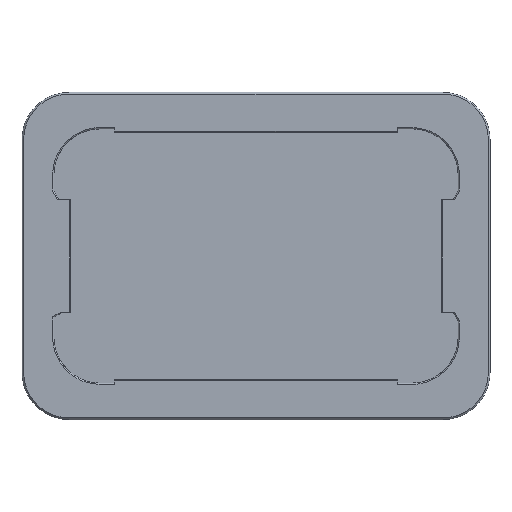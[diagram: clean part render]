
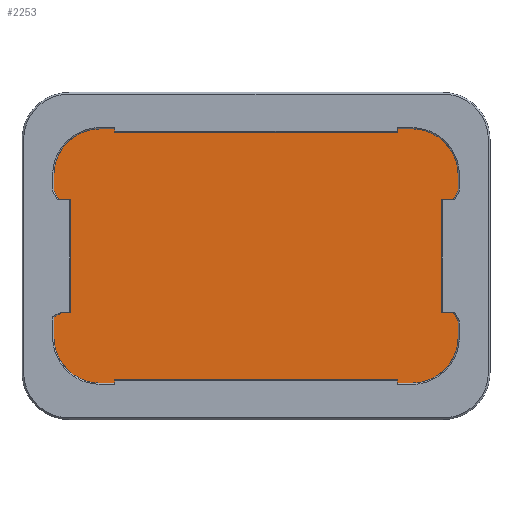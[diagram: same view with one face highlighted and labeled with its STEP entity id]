
A CAD part, top view. The second image highlights one B-rep face of the part: STEP entity #2253.
In plain terms, the highlighted planar face has unit normal (0, 0, 1).
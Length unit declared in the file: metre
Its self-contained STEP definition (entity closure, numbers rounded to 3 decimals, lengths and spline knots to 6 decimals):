
#167=LINE('',#3687,#407);
#172=LINE('',#3698,#412);
#176=LINE('',#3707,#416);
#181=LINE('',#3718,#421);
#186=LINE('',#3729,#426);
#190=LINE('',#3738,#430);
#194=LINE('',#3747,#434);
#199=LINE('',#3758,#439);
#200=LINE('',#3761,#440);
#201=LINE('',#3763,#441);
#202=LINE('',#3765,#442);
#203=LINE('',#3767,#443);
#204=LINE('',#3769,#444);
#205=LINE('',#3771,#445);
#206=LINE('',#3773,#446);
#207=LINE('',#3775,#447);
#208=LINE('',#3777,#448);
#209=LINE('',#3779,#449);
#210=LINE('',#3781,#450);
#211=LINE('',#3783,#451);
#212=LINE('',#3785,#452);
#213=LINE('',#3787,#453);
#214=LINE('',#3789,#454);
#215=LINE('',#3791,#455);
#407=VECTOR('',#2714,1.);
#412=VECTOR('',#2721,1.);
#416=VECTOR('',#2727,1.);
#421=VECTOR('',#2734,1.);
#426=VECTOR('',#2741,1.);
#430=VECTOR('',#2747,1.);
#434=VECTOR('',#2753,1.);
#439=VECTOR('',#2760,1.);
#440=VECTOR('',#2765,1.);
#441=VECTOR('',#2766,1.);
#442=VECTOR('',#2767,1.);
#443=VECTOR('',#2770,1.);
#444=VECTOR('',#2771,1.);
#445=VECTOR('',#2772,1.);
#446=VECTOR('',#2773,1.);
#447=VECTOR('',#2774,1.);
#448=VECTOR('',#2777,1.);
#449=VECTOR('',#2778,1.);
#450=VECTOR('',#2779,1.);
#451=VECTOR('',#2782,1.);
#452=VECTOR('',#2783,1.);
#453=VECTOR('',#2784,1.);
#454=VECTOR('',#2785,1.);
#455=VECTOR('',#2786,1.);
#842=ORIENTED_EDGE('',*,*,#1466,.F.);
#843=ORIENTED_EDGE('',*,*,#1480,.F.);
#844=ORIENTED_EDGE('',*,*,#1456,.F.);
#845=ORIENTED_EDGE('',*,*,#1481,.F.);
#846=ORIENTED_EDGE('',*,*,#1482,.F.);
#847=ORIENTED_EDGE('',*,*,#1483,.T.);
#848=ORIENTED_EDGE('',*,*,#1470,.F.);
#849=ORIENTED_EDGE('',*,*,#1484,.F.);
#850=ORIENTED_EDGE('',*,*,#1452,.F.);
#851=ORIENTED_EDGE('',*,*,#1485,.F.);
#852=ORIENTED_EDGE('',*,*,#1486,.F.);
#853=ORIENTED_EDGE('',*,*,#1487,.T.);
#854=ORIENTED_EDGE('',*,*,#1488,.T.);
#855=ORIENTED_EDGE('',*,*,#1489,.F.);
#856=ORIENTED_EDGE('',*,*,#1474,.F.);
#857=ORIENTED_EDGE('',*,*,#1490,.F.);
#858=ORIENTED_EDGE('',*,*,#1447,.F.);
#859=ORIENTED_EDGE('',*,*,#1491,.F.);
#860=ORIENTED_EDGE('',*,*,#1492,.T.);
#861=ORIENTED_EDGE('',*,*,#1493,.T.);
#862=ORIENTED_EDGE('',*,*,#1479,.F.);
#863=ORIENTED_EDGE('',*,*,#1494,.F.);
#864=ORIENTED_EDGE('',*,*,#1461,.F.);
#865=ORIENTED_EDGE('',*,*,#1495,.F.);
#866=ORIENTED_EDGE('',*,*,#1496,.F.);
#867=ORIENTED_EDGE('',*,*,#1497,.F.);
#868=ORIENTED_EDGE('',*,*,#1498,.T.);
#869=ORIENTED_EDGE('',*,*,#1499,.F.);
#1447=EDGE_CURVE('',#1753,#1751,#167,.T.);
#1452=EDGE_CURVE('',#1758,#1755,#172,.T.);
#1456=EDGE_CURVE('',#1762,#1760,#176,.F.);
#1461=EDGE_CURVE('',#1767,#1764,#181,.F.);
#1466=EDGE_CURVE('',#1772,#1769,#186,.F.);
#1470=EDGE_CURVE('',#1776,#1774,#190,.F.);
#1474=EDGE_CURVE('',#1780,#1781,#194,.T.);
#1479=EDGE_CURVE('',#1785,#1783,#199,.T.);
#1480=EDGE_CURVE('',#1760,#1772,#1836,.F.);
#1481=EDGE_CURVE('',#1786,#1762,#200,.T.);
#1482=EDGE_CURVE('',#1787,#1786,#201,.T.);
#1483=EDGE_CURVE('',#1787,#1774,#202,.T.);
#1484=EDGE_CURVE('',#1755,#1776,#1837,.F.);
#1485=EDGE_CURVE('',#1788,#1758,#203,.F.);
#1486=EDGE_CURVE('',#1789,#1788,#204,.T.);
#1487=EDGE_CURVE('',#1789,#1790,#205,.T.);
#1488=EDGE_CURVE('',#1790,#1791,#206,.T.);
#1489=EDGE_CURVE('',#1781,#1791,#207,.T.);
#1490=EDGE_CURVE('',#1751,#1780,#1838,.F.);
#1491=EDGE_CURVE('',#1792,#1753,#208,.T.);
#1492=EDGE_CURVE('',#1792,#1793,#209,.T.);
#1493=EDGE_CURVE('',#1793,#1783,#210,.T.);
#1494=EDGE_CURVE('',#1764,#1785,#1839,.F.);
#1495=EDGE_CURVE('',#1794,#1767,#211,.F.);
#1496=EDGE_CURVE('',#1795,#1794,#212,.T.);
#1497=EDGE_CURVE('',#1796,#1795,#213,.T.);
#1498=EDGE_CURVE('',#1796,#1797,#214,.T.);
#1499=EDGE_CURVE('',#1769,#1797,#215,.T.);
#1751=VERTEX_POINT('',#3682);
#1753=VERTEX_POINT('',#3686);
#1755=VERTEX_POINT('',#3691);
#1758=VERTEX_POINT('',#3697);
#1760=VERTEX_POINT('',#3702);
#1762=VERTEX_POINT('',#3706);
#1764=VERTEX_POINT('',#3711);
#1767=VERTEX_POINT('',#3717);
#1769=VERTEX_POINT('',#3722);
#1772=VERTEX_POINT('',#3728);
#1774=VERTEX_POINT('',#3733);
#1776=VERTEX_POINT('',#3737);
#1780=VERTEX_POINT('',#3746);
#1781=VERTEX_POINT('',#3748);
#1783=VERTEX_POINT('',#3753);
#1785=VERTEX_POINT('',#3757);
#1786=VERTEX_POINT('',#3762);
#1787=VERTEX_POINT('',#3764);
#1788=VERTEX_POINT('',#3768);
#1789=VERTEX_POINT('',#3770);
#1790=VERTEX_POINT('',#3772);
#1791=VERTEX_POINT('',#3774);
#1792=VERTEX_POINT('',#3778);
#1793=VERTEX_POINT('',#3780);
#1794=VERTEX_POINT('',#3784);
#1795=VERTEX_POINT('',#3786);
#1796=VERTEX_POINT('',#3788);
#1797=VERTEX_POINT('',#3790);
#1836=ELLIPSE('',#2423,0.028478,0.028);
#1837=ELLIPSE('',#2424,0.028478,0.028);
#1838=ELLIPSE('',#2425,0.028478,0.028);
#1839=ELLIPSE('',#2426,0.028478,0.028);
#1883=EDGE_LOOP('',(#842,#843,#844,#845,#846,#847,#848,#849,#850,#851,#852,
#853,#854,#855,#856,#857,#858,#859,#860,#861,#862,#863,#864,#865,#866,#867,
#868,#869));
#2021=FACE_BOUND('',#1883,.T.);
#2145=PLANE('',#2422);
#2253=ADVANCED_FACE('',(#2021),#2145,.T.);
#2422=AXIS2_PLACEMENT_3D('',#3759,#2761,#2762);
#2423=AXIS2_PLACEMENT_3D('',#3760,#2763,#2764);
#2424=AXIS2_PLACEMENT_3D('',#3766,#2768,#2769);
#2425=AXIS2_PLACEMENT_3D('',#3776,#2775,#2776);
#2426=AXIS2_PLACEMENT_3D('',#3782,#2780,#2781);
#2714=DIRECTION('',(1.,0.,0.));
#2721=DIRECTION('',(0.,-1.,0.));
#2727=DIRECTION('',(1.,0.,0.));
#2734=DIRECTION('',(0.,-1.,0.));
#2741=DIRECTION('',(0.,-1.,0.));
#2747=DIRECTION('',(1.,0.,0.));
#2753=DIRECTION('',(0.,-1.,0.));
#2760=DIRECTION('',(1.,0.,0.));
#2761=DIRECTION('',(0.,0.,1.));
#2762=DIRECTION('',(1.,0.,0.));
#2763=DIRECTION('',(0.,0.,1.));
#2764=DIRECTION('',(0.652,0.758,0.));
#2765=DIRECTION('',(0.,-1.,0.));
#2766=DIRECTION('',(-1.,0.,0.));
#2767=DIRECTION('',(0.,-1.,0.));
#2768=DIRECTION('',(0.,0.,1.));
#2769=DIRECTION('',(0.652,-0.758,0.));
#2770=DIRECTION('',(-0.495,0.869,0.));
#2771=DIRECTION('',(1.,0.,0.));
#2772=DIRECTION('',(0.,1.,0.));
#2773=DIRECTION('',(1.,0.,0.));
#2774=DIRECTION('',(-0.495,-0.869,0.));
#2775=DIRECTION('',(0.,0.,1.));
#2776=DIRECTION('',(-0.652,-0.758,0.));
#2777=DIRECTION('',(0.,1.,0.));
#2778=DIRECTION('',(-1.,0.,0.));
#2779=DIRECTION('',(0.,1.,0.));
#2780=DIRECTION('',(0.,0.,1.));
#2781=DIRECTION('',(-0.652,0.758,0.));
#2782=DIRECTION('',(0.495,-0.869,0.));
#2783=DIRECTION('',(-1.,0.,0.));
#2784=DIRECTION('',(0.,1.,0.));
#2785=DIRECTION('',(-1.,0.,0.));
#2786=DIRECTION('',(0.859,0.512,0.));
#3682=CARTESIAN_POINT('',(0.092818,0.0758,0.14));
#3686=CARTESIAN_POINT('',(0.084352,0.0758,0.14));
#3687=CARTESIAN_POINT('',(0.,0.0758,0.14));
#3691=CARTESIAN_POINT('',(0.12055,-0.047998,0.14));
#3697=CARTESIAN_POINT('',(0.12055,-0.038706,0.14));
#3698=CARTESIAN_POINT('',(0.12055,0.,0.14));
#3702=CARTESIAN_POINT('',(-0.092818,-0.0758,0.14));
#3706=CARTESIAN_POINT('',(-0.084352,-0.0758,0.14));
#3707=CARTESIAN_POINT('',(0.,-0.0758,0.14));
#3711=CARTESIAN_POINT('',(-0.12055,0.047998,0.14));
#3717=CARTESIAN_POINT('',(-0.12055,0.038706,0.14));
#3718=CARTESIAN_POINT('',(-0.12055,0.,0.14));
#3722=CARTESIAN_POINT('',(-0.12055,-0.036488,0.14));
#3728=CARTESIAN_POINT('',(-0.12055,-0.047998,0.14));
#3729=CARTESIAN_POINT('',(-0.12055,0.,0.14));
#3733=CARTESIAN_POINT('',(0.084352,-0.0758,0.14));
#3737=CARTESIAN_POINT('',(0.092818,-0.0758,0.14));
#3738=CARTESIAN_POINT('',(0.,-0.0758,0.14));
#3746=CARTESIAN_POINT('',(0.12055,0.047998,0.14));
#3747=CARTESIAN_POINT('',(0.12055,0.,0.14));
#3748=CARTESIAN_POINT('',(0.12055,0.038706,0.14));
#3753=CARTESIAN_POINT('',(-0.084352,0.0758,0.14));
#3757=CARTESIAN_POINT('',(-0.092818,0.0758,0.14));
#3758=CARTESIAN_POINT('',(0.,0.0758,0.14));
#3759=CARTESIAN_POINT('',(0.,0.,0.14));
#3760=CARTESIAN_POINT('',(-0.092346,-0.047524,0.14));
#3761=CARTESIAN_POINT('',(-0.084352,0.,0.14));
#3762=CARTESIAN_POINT('',(-0.084352,-0.07382,0.14));
#3763=CARTESIAN_POINT('',(0.,-0.07382,0.14));
#3764=CARTESIAN_POINT('',(0.084352,-0.07382,0.14));
#3765=CARTESIAN_POINT('',(0.084352,0.,0.14));
#3766=CARTESIAN_POINT('',(0.092346,-0.047524,0.14));
#3767=CARTESIAN_POINT('',(0.122163,-0.041536,0.14));
#3768=CARTESIAN_POINT('',(0.117558,-0.033457,0.14));
#3769=CARTESIAN_POINT('',(0.,-0.033457,0.14));
#3770=CARTESIAN_POINT('',(0.110622,-0.033457,0.14));
#3771=CARTESIAN_POINT('',(0.110622,0.,0.14));
#3772=CARTESIAN_POINT('',(0.110622,0.033457,0.14));
#3773=CARTESIAN_POINT('',(0.,0.033457,0.14));
#3774=CARTESIAN_POINT('',(0.117558,0.033457,0.14));
#3775=CARTESIAN_POINT('',(0.118771,0.035585,0.14));
#3776=CARTESIAN_POINT('',(0.092346,0.047524,0.14));
#3777=CARTESIAN_POINT('',(0.084352,0.,0.14));
#3778=CARTESIAN_POINT('',(0.084352,0.07382,0.14));
#3779=CARTESIAN_POINT('',(0.,0.07382,0.14));
#3780=CARTESIAN_POINT('',(-0.084352,0.07382,0.14));
#3781=CARTESIAN_POINT('',(-0.084352,0.,0.14));
#3782=CARTESIAN_POINT('',(-0.092346,0.047524,0.14));
#3783=CARTESIAN_POINT('',(-0.122082,0.041393,0.14));
#3784=CARTESIAN_POINT('',(-0.117558,0.033457,0.14));
#3785=CARTESIAN_POINT('',(0.,0.033457,0.14));
#3786=CARTESIAN_POINT('',(-0.110622,0.033457,0.14));
#3787=CARTESIAN_POINT('',(-0.110622,0.,0.14));
#3788=CARTESIAN_POINT('',(-0.110622,-0.033457,0.14));
#3789=CARTESIAN_POINT('',(0.,-0.033457,0.14));
#3790=CARTESIAN_POINT('',(-0.115466,-0.033457,0.14));
#3791=CARTESIAN_POINT('',(-0.11763,-0.034747,0.14));
